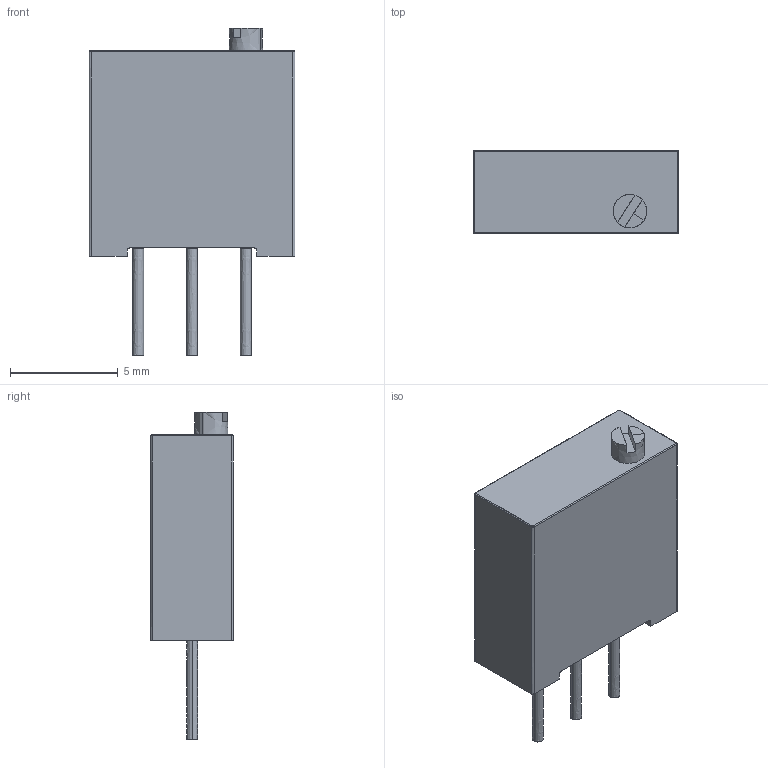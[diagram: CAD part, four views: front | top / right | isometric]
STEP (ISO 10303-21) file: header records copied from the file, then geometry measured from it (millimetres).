
FILE_DESCRIPTION(('FreeCAD Model'),'2;1');
FILE_NAME('3292W.step','2018-04-16T10:00:51',( 'Author'),(''),'Open CASCADE STEP processor 6.8','FreeCAD','Unknown' );
FILE_SCHEMA(('AUTOMOTIVE_DESIGN_CC2 { 1 2 10303 214 -1 1 5 4 }'));
Length unit declared in the file: millimetre
Products named in the file (4): ASSEMBLY; _292W; _292W002; _292W001
Assembly tree (3 placements, depth 2):
  ASSEMBLY
    _292W
    _292W002
    _292W001
Bounding box: 9.53 x 3.83 x 15.16 mm (x, y, z)
Surface area: 766.1 mm2 (no closed solid volume)
Topology: 0 solids, 140 shells, 144 faces, 602 edges, 572 vertices
Faces by surface type: bspline 144
Entity records: 17779 total; most frequent: CARTESIAN_POINT 11670, B_SPLINE_CURVE_WITH_KNOTS 1144, ORIENTED_EDGE 584, PCURVE 584, DEFINITIONAL_REPRESENTATION 584, EDGE_CURVE 578, SURFACE_CURVE 578, VERTEX_POINT 572
